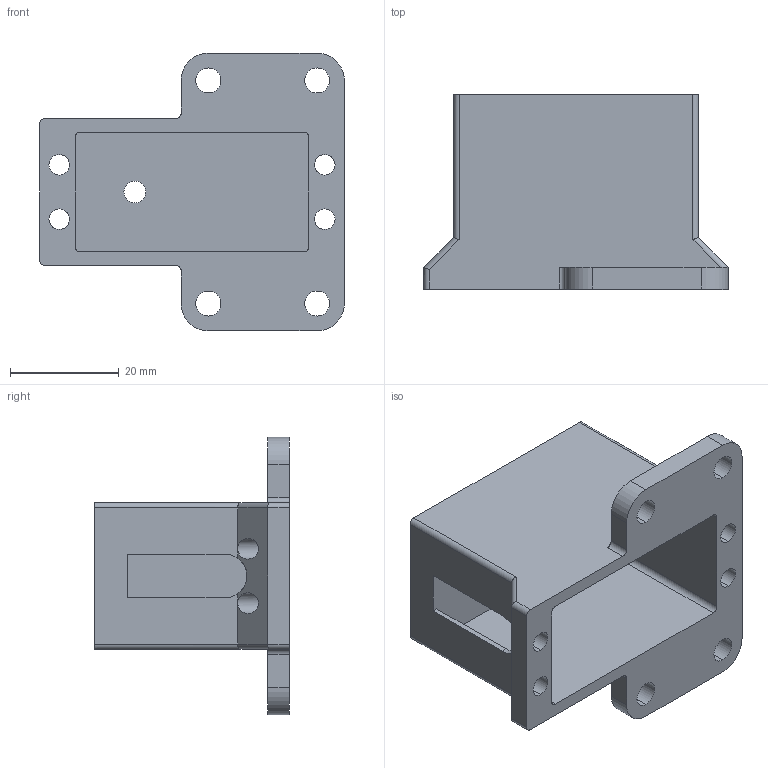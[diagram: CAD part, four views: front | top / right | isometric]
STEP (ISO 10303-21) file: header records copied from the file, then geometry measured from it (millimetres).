
FILE_DESCRIPTION (( 'STEP AP214' ), '1' );
FILE_NAME ('servo_mounting_plate.STEP', '2024-04-12T10:45:02', ( '' ), ( '' ), 'SwSTEP 2.0', 'SolidWorks 2020', '' );
FILE_SCHEMA (( 'AUTOMOTIVE_DESIGN' ));
Length unit declared in the file: millimetre
Products named in the file (1): servo_mounting_plate
Bounding box: 56 x 35.8 x 51 mm (x, y, z)
Volume: 19161 mm3; surface area: 13610.5 mm2
Topology: 1 solids, 1 shells, 68 faces, 195 edges, 124 vertices
Faces by surface type: cylinder 41, plane 23, cone 4
Entity records: 2292 total; most frequent: CARTESIAN_POINT 451, ORIENTED_EDGE 390, DIRECTION 375, EDGE_CURVE 195, AXIS2_PLACEMENT_3D 132, VERTEX_POINT 124, LINE 111, VECTOR 111
